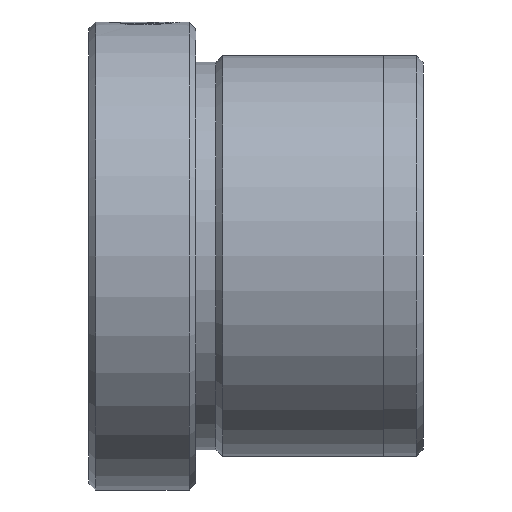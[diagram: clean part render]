
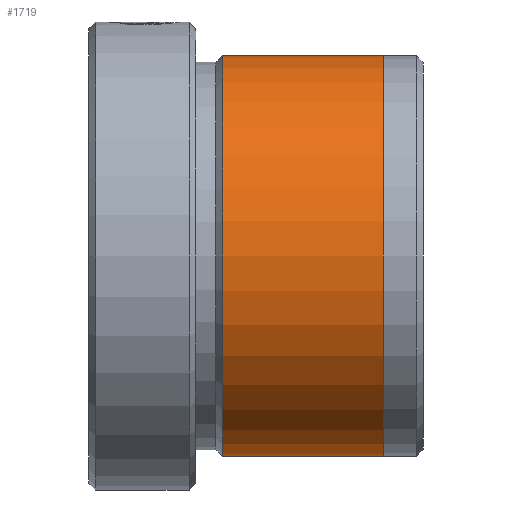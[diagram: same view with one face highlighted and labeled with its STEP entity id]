
A CAD part, left-side view. The second image highlights one B-rep face of the part: STEP entity #1719.
In plain terms, the highlighted cylindrical face has radius 15 mm (diameter 30 mm), a partial arc.
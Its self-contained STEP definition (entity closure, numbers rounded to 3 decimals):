
#8 = DIRECTION ( 'NONE',  ( 0., 1., 0. ) ) ;
#13 = EDGE_CURVE ( 'NONE', #1749, #348, #649, .T. ) ;
#17 = CARTESIAN_POINT ( 'NONE',  ( 0., 0., -15. ) ) ;
#28 = CARTESIAN_POINT ( 'NONE',  ( 0., -10., 15. ) ) ;
#116 = CYLINDRICAL_SURFACE ( 'NONE', #1002, 15. ) ;
#129 = AXIS2_PLACEMENT_3D ( 'NONE', #250, #1515, #1465 ) ;
#200 = VERTEX_POINT ( 'NONE', #28 ) ;
#246 = VECTOR ( 'NONE', #950, 1000. ) ;
#250 = CARTESIAN_POINT ( 'NONE',  ( 0., -22., 0. ) ) ;
#299 = VERTEX_POINT ( 'NONE', #379 ) ;
#325 = ORIENTED_EDGE ( 'NONE', *, *, #1309, .F. ) ;
#348 = VERTEX_POINT ( 'NONE', #1086 ) ;
#379 = CARTESIAN_POINT ( 'NONE',  ( 0., -10., -15. ) ) ;
#381 = EDGE_CURVE ( 'NONE', #348, #200, #1029, .T. ) ;
#457 = DIRECTION ( 'NONE',  ( 0., 0., 1. ) ) ;
#586 = CARTESIAN_POINT ( 'NONE',  ( 0., 0., 15. ) ) ;
#629 = VECTOR ( 'NONE', #1539, 1000. ) ;
#649 = CIRCLE ( 'NONE', #129, 15. ) ;
#739 = DIRECTION ( 'NONE',  ( 0., 1., 0. ) ) ;
#801 = CARTESIAN_POINT ( 'NONE',  ( 0., -10., 0. ) ) ;
#870 = CARTESIAN_POINT ( 'NONE',  ( 0., 0., 0. ) ) ;
#937 = DIRECTION ( 'NONE',  ( 0., 0., 1. ) ) ;
#947 = LINE ( 'NONE', #17, #246 ) ;
#950 = DIRECTION ( 'NONE',  ( 0., 1., 0. ) ) ;
#997 = ORIENTED_EDGE ( 'NONE', *, *, #13, .T. ) ;
#1002 = AXIS2_PLACEMENT_3D ( 'NONE', #870, #739, #457 ) ;
#1029 = LINE ( 'NONE', #586, #629 ) ;
#1066 = AXIS2_PLACEMENT_3D ( 'NONE', #801, #8, #937 ) ;
#1086 = CARTESIAN_POINT ( 'NONE',  ( 0., -22., 15. ) ) ;
#1104 = ORIENTED_EDGE ( 'NONE', *, *, #1630, .F. ) ;
#1147 = CARTESIAN_POINT ( 'NONE',  ( 0., -22., -15. ) ) ;
#1177 = CIRCLE ( 'NONE', #1066, 15. ) ;
#1221 = FACE_OUTER_BOUND ( 'NONE', #1535, .T. ) ;
#1309 = EDGE_CURVE ( 'NONE', #299, #200, #1177, .T. ) ;
#1417 = ORIENTED_EDGE ( 'NONE', *, *, #381, .T. ) ;
#1465 = DIRECTION ( 'NONE',  ( 0., 0., 1. ) ) ;
#1515 = DIRECTION ( 'NONE',  ( 0., 1., 0. ) ) ;
#1535 = EDGE_LOOP ( 'NONE', ( #1104, #997, #1417, #325 ) ) ;
#1539 = DIRECTION ( 'NONE',  ( 0., 1., 0. ) ) ;
#1630 = EDGE_CURVE ( 'NONE', #1749, #299, #947, .T. ) ;
#1719 = ADVANCED_FACE ( 'NONE', ( #1221 ), #116, .T. ) ;
#1749 = VERTEX_POINT ( 'NONE', #1147 ) ;
